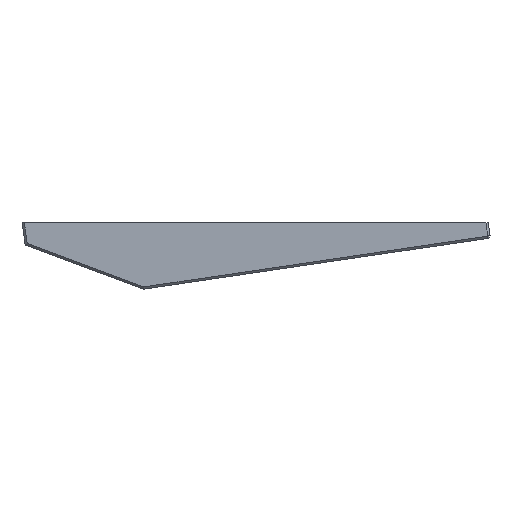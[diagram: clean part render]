
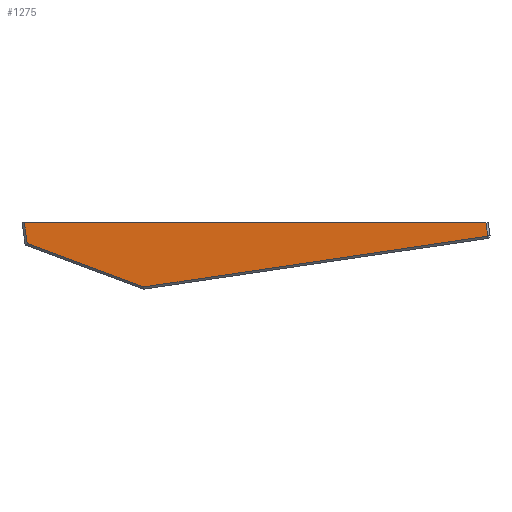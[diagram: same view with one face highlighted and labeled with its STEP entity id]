
A CAD part, left-side view. The second image highlights one B-rep face of the part: STEP entity #1275.
In plain terms, the highlighted planar face has unit normal (-1, 0, 0).
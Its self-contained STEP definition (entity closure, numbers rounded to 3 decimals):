
#33=PLANE('',#1357);
#97=FACE_OUTER_BOUND('',#169,.T.);
#169=EDGE_LOOP('',(#1005,#1006,#1007,#1008,#1009));
#343=LINE('',#3155,#425);
#358=LINE('',#3185,#440);
#363=LINE('',#3195,#445);
#367=LINE('',#3203,#449);
#376=LINE('',#3220,#458);
#425=VECTOR('',#1521,10.);
#440=VECTOR('',#1544,10.);
#445=VECTOR('',#1553,10.);
#449=VECTOR('',#1561,10.);
#458=VECTOR('',#1578,10.);
#567=VERTEX_POINT('',#3153);
#568=VERTEX_POINT('',#3154);
#579=VERTEX_POINT('',#3183);
#580=VERTEX_POINT('',#3187);
#584=VERTEX_POINT('',#3201);
#729=EDGE_CURVE('',#567,#568,#343,.T.);
#744=EDGE_CURVE('',#579,#567,#358,.T.);
#749=EDGE_CURVE('',#580,#579,#363,.T.);
#753=EDGE_CURVE('',#584,#580,#367,.T.);
#762=EDGE_CURVE('',#568,#584,#376,.T.);
#1005=ORIENTED_EDGE('',*,*,#729,.F.);
#1006=ORIENTED_EDGE('',*,*,#744,.F.);
#1007=ORIENTED_EDGE('',*,*,#749,.F.);
#1008=ORIENTED_EDGE('',*,*,#753,.F.);
#1009=ORIENTED_EDGE('',*,*,#762,.F.);
#1275=ADVANCED_FACE('',(#97),#33,.F.);
#1357=AXIS2_PLACEMENT_3D('',#3219,#1576,#1577);
#1521=DIRECTION('',(0.,0.146,0.989));
#1544=DIRECTION('',(0.,0.937,0.349));
#1553=DIRECTION('',(0.,0.989,-0.146));
#1561=DIRECTION('',(0.,-0.139,-0.99));
#1576=DIRECTION('center_axis',(1.,0.,0.));
#1577=DIRECTION('ref_axis',(0.,0.,-1.));
#1578=DIRECTION('',(0.,-1.,0.));
#3153=CARTESIAN_POINT('',(33.094,98.665,-15.835));
#3154=CARTESIAN_POINT('',(33.094,99.349,-11.2));
#3155=CARTESIAN_POINT('',(33.094,98.312,-18.23));
#3183=CARTESIAN_POINT('',(33.094,72.501,-25.583));
#3185=CARTESIAN_POINT('',(33.094,82.447,-21.877));
#3187=CARTESIAN_POINT('',(33.094,-4.657,-14.193));
#3195=CARTESIAN_POINT('',(33.094,20.592,-17.92));
#3201=CARTESIAN_POINT('',(33.094,-4.237,-11.2));
#3203=CARTESIAN_POINT('',(33.094,-4.344,-11.96));
#3219=CARTESIAN_POINT('Origin',(33.094,46.897,-17.898));
#3220=CARTESIAN_POINT('',(33.094,112.536,-11.2));
